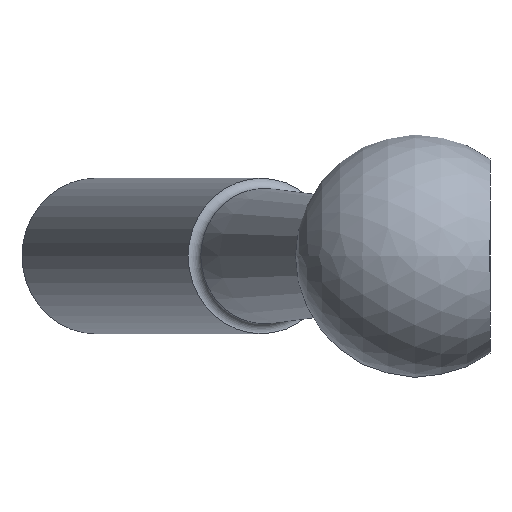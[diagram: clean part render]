
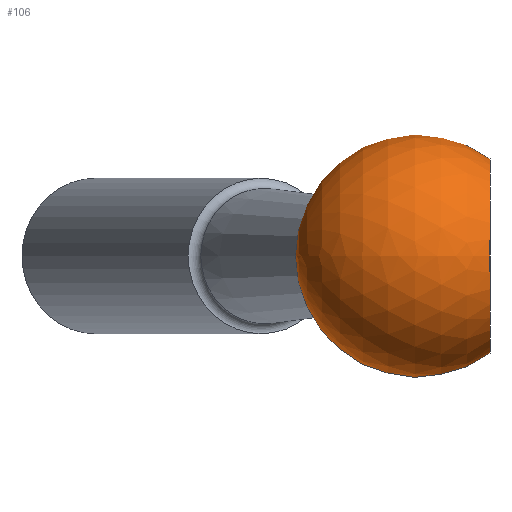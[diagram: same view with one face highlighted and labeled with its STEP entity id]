
A CAD part, left-side view. The second image highlights one B-rep face of the part: STEP entity #106.
In plain terms, the highlighted spherical face has radius 12.5 mm.
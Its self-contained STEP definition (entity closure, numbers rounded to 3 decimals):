
#103=SPHERICAL_SURFACE('',#184,12.5);
#106=ADVANCED_FACE('',(#115,#116),#103,.T.);
#115=FACE_BOUND('',#131,.T.);
#116=FACE_BOUND('',#132,.T.);
#131=EDGE_LOOP('',(#145));
#132=EDGE_LOOP('',(#146));
#145=ORIENTED_EDGE('',*,*,#167,.F.);
#146=ORIENTED_EDGE('',*,*,#165,.F.);
#157=VERTEX_POINT('',#229);
#159=VERTEX_POINT('',#234);
#165=EDGE_CURVE('',#157,#157,#172,.T.);
#167=EDGE_CURVE('',#159,#159,#174,.T.);
#172=CIRCLE('',#180,10.);
#174=CIRCLE('',#183,5.5);
#180=AXIS2_PLACEMENT_3D('',#228,#197,#198);
#183=AXIS2_PLACEMENT_3D('',#233,#203,#204);
#184=AXIS2_PLACEMENT_3D('',#235,#205,#206);
#197=DIRECTION('',(0.,-1.,0.));
#198=DIRECTION('',(0.,0.,-1.));
#203=DIRECTION('',(0.94,0.342,0.));
#204=DIRECTION('',(-0.342,0.94,0.));
#205=DIRECTION('',(0.,1.,0.));
#206=DIRECTION('',(-1.,0.,0.));
#228=CARTESIAN_POINT('',(150.15,112.5,0.));
#229=CARTESIAN_POINT('',(150.15,112.5,-10.));
#233=CARTESIAN_POINT('',(160.698,123.839,0.));
#234=CARTESIAN_POINT('',(158.817,129.007,0.));
#235=CARTESIAN_POINT('',(150.15,120.,0.));
